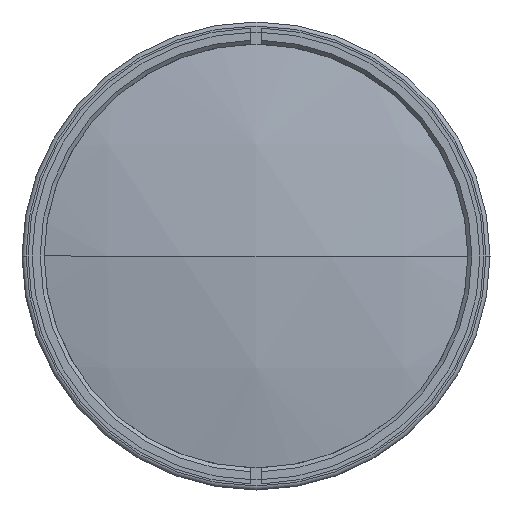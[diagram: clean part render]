
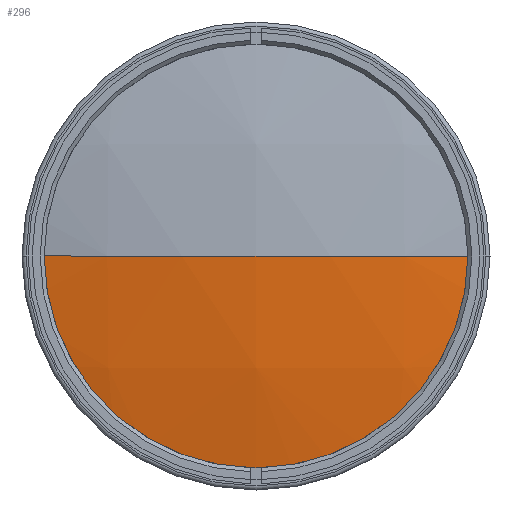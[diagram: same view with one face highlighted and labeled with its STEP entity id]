
A CAD part, left-side view. The second image highlights one B-rep face of the part: STEP entity #296.
In plain terms, the highlighted spherical face has radius 252 mm.
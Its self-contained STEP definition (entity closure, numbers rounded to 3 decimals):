
#45 = DIRECTION ( 'NONE',  ( 0., 0., -1. ) ) ;
#85 = DIRECTION ( 'NONE',  ( 0., 1., 0. ) ) ;
#211 = VERTEX_POINT ( 'NONE', #2378 ) ;
#296 = ADVANCED_FACE ( 'NONE', ( #2200 ), #2704, .T. ) ;
#325 = AXIS2_PLACEMENT_3D ( 'NONE', #2550, #1407, #2280 ) ;
#359 = CIRCLE ( 'NONE', #325, 252. ) ;
#472 = EDGE_CURVE ( 'NONE', #3009, #211, #488, .T. ) ;
#488 = CIRCLE ( 'NONE', #2513, 55. ) ;
#712 = EDGE_CURVE ( 'NONE', #211, #1810, #2491, .T. ) ;
#1025 = EDGE_CURVE ( 'NONE', #3009, #1810, #359, .T. ) ;
#1407 = DIRECTION ( 'NONE',  ( 0., 0., 1. ) ) ;
#1459 = CARTESIAN_POINT ( 'NONE',  ( -232.504, 0., 0. ) ) ;
#1810 = VERTEX_POINT ( 'NONE', #1459 ) ;
#2010 = DIRECTION ( 'NONE',  ( 0., 0., 1. ) ) ;
#2155 = CARTESIAN_POINT ( 'NONE',  ( -226.429, 55., 0. ) ) ;
#2200 = FACE_OUTER_BOUND ( 'NONE', #3279, .T. ) ;
#2229 = ORIENTED_EDGE ( 'NONE', *, *, #472, .T. ) ;
#2249 = ORIENTED_EDGE ( 'NONE', *, *, #1025, .F. ) ;
#2280 = DIRECTION ( 'NONE',  ( 0., -1., 0. ) ) ;
#2378 = CARTESIAN_POINT ( 'NONE',  ( -226.429, -55., 0. ) ) ;
#2491 = CIRCLE ( 'NONE', #2582, 252. ) ;
#2513 = AXIS2_PLACEMENT_3D ( 'NONE', #3416, #3446, #2010 ) ;
#2550 = CARTESIAN_POINT ( 'NONE',  ( 19.496, 0., 0. ) ) ;
#2582 = AXIS2_PLACEMENT_3D ( 'NONE', #2951, #45, #85 ) ;
#2704 = SPHERICAL_SURFACE ( 'NONE', #3231, 252. ) ;
#2951 = CARTESIAN_POINT ( 'NONE',  ( 19.496, 0., 0. ) ) ;
#3009 = VERTEX_POINT ( 'NONE', #2155 ) ;
#3029 = CARTESIAN_POINT ( 'NONE',  ( 19.496, 0., 0. ) ) ;
#3054 = DIRECTION ( 'NONE',  ( 0., 1., 0. ) ) ;
#3231 = AXIS2_PLACEMENT_3D ( 'NONE', #3029, #3327, #3054 ) ;
#3279 = EDGE_LOOP ( 'NONE', ( #2229, #3516, #2249 ) ) ;
#3327 = DIRECTION ( 'NONE',  ( 0., 0., -1. ) ) ;
#3416 = CARTESIAN_POINT ( 'NONE',  ( -226.429, 0., 0. ) ) ;
#3446 = DIRECTION ( 'NONE',  ( -1., 0., 0. ) ) ;
#3516 = ORIENTED_EDGE ( 'NONE', *, *, #712, .T. ) ;
